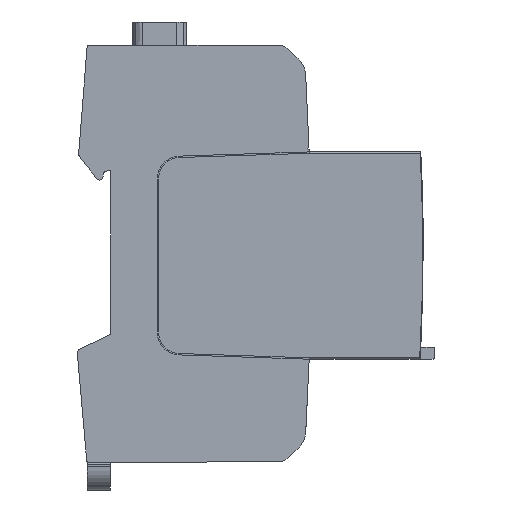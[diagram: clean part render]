
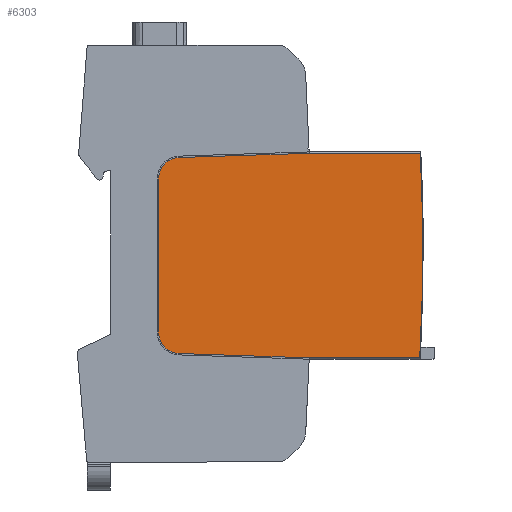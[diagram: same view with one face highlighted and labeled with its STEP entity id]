
A CAD part, left-side view. The second image highlights one B-rep face of the part: STEP entity #6303.
In plain terms, the highlighted planar face has unit normal (-1, 0, 0).
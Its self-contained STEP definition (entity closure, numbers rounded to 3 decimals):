
#486=CARTESIAN_POINT('',(-45.,336.41,0.75));
#487=DIRECTION('',(1.,0.,0.));
#488=DIRECTION('',(0.,-0.999,0.052));
#489=AXIS2_PLACEMENT_3D('',#486,#487,#488);
#491=DIRECTION('',(0.,1.,0.));
#492=VECTOR('',#491,23.898);
#493=CARTESIAN_POINT('',(-45.,-62.812,-22.527));
#494=LINE('',#493,#492);
#495=DIRECTION('',(0.,0.999,0.033));
#496=VECTOR('',#495,28.085);
#497=CARTESIAN_POINT('',(-45.,-38.914,
-22.527));
#498=LINE('',#497,#496);
#499=CARTESIAN_POINT('',(-45.,-11.,-16.9));
#500=DIRECTION('',(-1.,0.,0.));
#501=DIRECTION('',(0.,1.,0.));
#502=AXIS2_PLACEMENT_3D('',#499,#500,#501);
#504=DIRECTION('',(0.,0.,1.));
#505=VECTOR('',#504,33.);
#506=CARTESIAN_POINT('',(-45.,-6.3,-16.9));
#507=LINE('',#506,#505);
#508=CARTESIAN_POINT('',(-45.,-11.,16.1));
#509=DIRECTION('',(-1.,0.,0.));
#510=DIRECTION('',(0.,0.032,0.999));
#511=AXIS2_PLACEMENT_3D('',#508,#509,#510);
#513=DIRECTION('',(0.,-0.999,0.032));
#514=VECTOR('',#513,28.08);
#515=CARTESIAN_POINT('',(-45.,-10.849,20.798));
#516=LINE('',#515,#514);
#517=DIRECTION('',(0.,1.,0.));
#518=VECTOR('',#517,24.027);
#519=CARTESIAN_POINT('',(-45.,-62.941,21.7));
#520=LINE('',#519,#518);
#657=CARTESIAN_POINT('',(-45.,-62.812,-22.527));
#2257=CARTESIAN_POINT('',(-45.,-62.941,21.7));
#5988=CARTESIAN_POINT('',(-45.,-38.914,
-22.527));
#5989=VERTEX_POINT('',#5988);
#5990=CARTESIAN_POINT('',(-45.,-10.844,-21.597));
#5991=VERTEX_POINT('',#5990);
#5992=CARTESIAN_POINT('',(-45.,-6.3,-16.9));
#5993=VERTEX_POINT('',#5992);
#5994=CARTESIAN_POINT('',(-45.,-6.3,16.1));
#5995=VERTEX_POINT('',#5994);
#5996=CARTESIAN_POINT('',(-45.,-10.849,20.798));
#5997=VERTEX_POINT('',#5996);
#5998=CARTESIAN_POINT('',(-45.,-38.914,
21.7));
#5999=VERTEX_POINT('',#5998);
#6198=VERTEX_POINT('',#657);
#6199=VERTEX_POINT('',#2257);
#6280=CARTESIAN_POINT('',(-45.,0.,0.));
#6281=DIRECTION('',(1.,0.,0.));
#6282=DIRECTION('',(0.,1.,0.));
#6283=AXIS2_PLACEMENT_3D('',#6280,#6281,#6282);
#6284=PLANE('',#6283);
#6286=ORIENTED_EDGE('',*,*,#6285,.T.);
#6288=ORIENTED_EDGE('',*,*,#6287,.T.);
#6290=ORIENTED_EDGE('',*,*,#6289,.T.);
#6292=ORIENTED_EDGE('',*,*,#6291,.F.);
#6294=ORIENTED_EDGE('',*,*,#6293,.T.);
#6296=ORIENTED_EDGE('',*,*,#6295,.F.);
#6298=ORIENTED_EDGE('',*,*,#6297,.T.);
#6300=ORIENTED_EDGE('',*,*,#6299,.F.);
#6301=EDGE_LOOP('',(#6286,#6288,#6290,#6292,#6294,#6296,#6298,#6300));
#6302=FACE_OUTER_BOUND('',#6301,.F.);
#490=CIRCLE('',#489,399.9);
#503=CIRCLE('',#502,4.7);
#512=CIRCLE('',#511,4.7);
#6285=EDGE_CURVE('',#6199,#6198,#490,.T.);
#6287=EDGE_CURVE('',#6198,#5989,#494,.T.);
#6289=EDGE_CURVE('',#5989,#5991,#498,.T.);
#6291=EDGE_CURVE('',#5993,#5991,#503,.T.);
#6293=EDGE_CURVE('',#5993,#5995,#507,.T.);
#6295=EDGE_CURVE('',#5997,#5995,#512,.T.);
#6297=EDGE_CURVE('',#5997,#5999,#516,.T.);
#6299=EDGE_CURVE('',#6199,#5999,#520,.T.);
#6303=ADVANCED_FACE('',(#6302),#6284,.F.);
